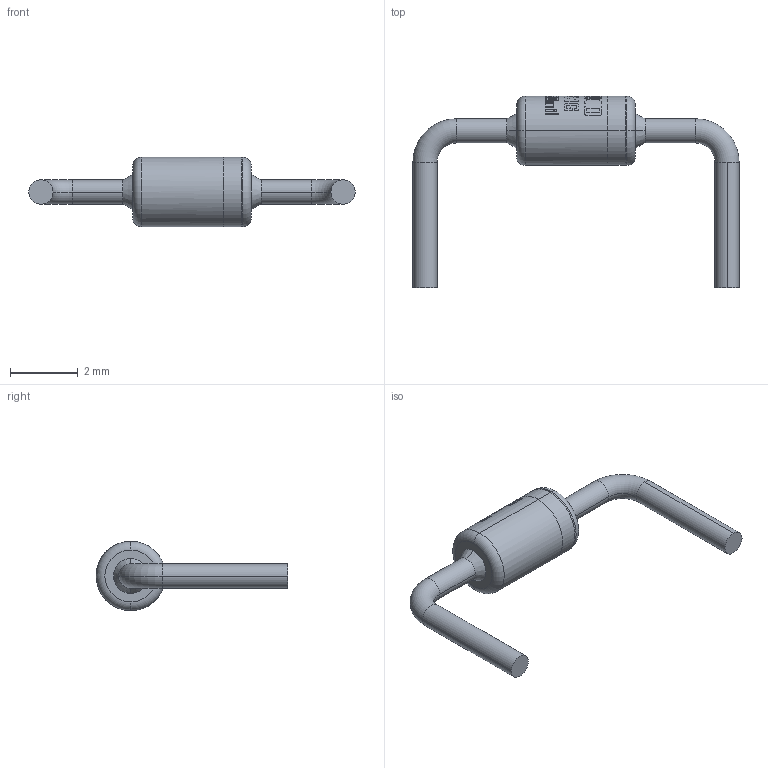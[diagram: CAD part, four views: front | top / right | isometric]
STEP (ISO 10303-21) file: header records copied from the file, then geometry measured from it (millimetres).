
FILE_DESCRIPTION (( 'STEP AP214' ), '1' );
FILE_NAME ('DO-41G_Min_350mil_rev1.0.STEP', '2023-03-16T22:18:14', ( '' ), ( '' ), 'SwSTEP 2.0', 'SolidWorks 2020', '' );
FILE_SCHEMA (( 'AUTOMOTIVE_DESIGN' ));
Length unit declared in the file: millimetre
Products named in the file (1): DO-41G_Min_350mil_rev1.0
Bounding box: 9.6 x 5.64 x 2.04 mm (x, y, z)
Volume: 15.6 mm3; surface area: 75.8 mm2
Topology: 1 solids, 2 shells, 67 faces, 338 edges, 308 vertices
Faces by surface type: cylinder 49, torus 8, plane 6, cone 4
Entity records: 4777 total; most frequent: CARTESIAN_POINT 1139, ORIENTED_EDGE 676, DIRECTION 536, EDGE_CURVE 338, VERTEX_POINT 308, AXIS2_PLACEMENT_3D 209, CIRCLE 141, VECTOR 118
